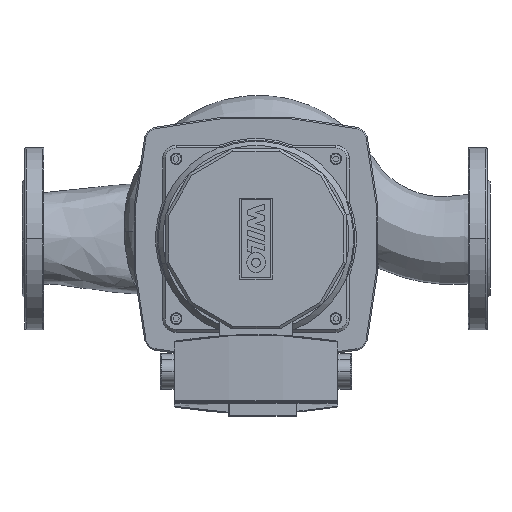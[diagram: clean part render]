
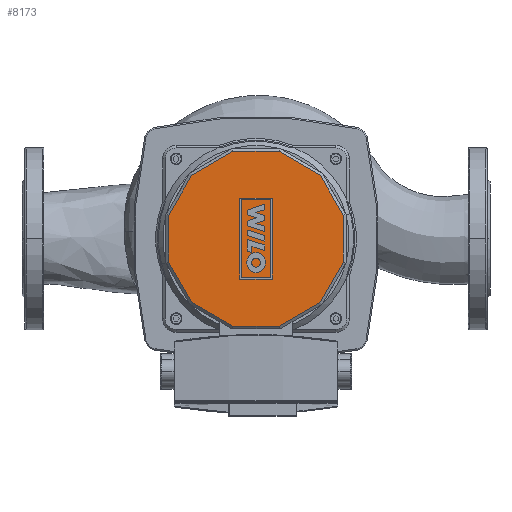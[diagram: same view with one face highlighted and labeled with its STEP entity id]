
A CAD part, front view. The second image highlights one B-rep face of the part: STEP entity #8173.
In plain terms, the highlighted planar face has unit normal (0, -1, 0).
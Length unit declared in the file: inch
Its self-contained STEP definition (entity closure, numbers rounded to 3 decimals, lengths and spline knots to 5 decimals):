
#7794=CARTESIAN_POINT('',(7.42515,-10.45325,2.51969));
#7795=VERTEX_POINT('',#7794);
#7796=CARTESIAN_POINT('',(8.59454,-10.45325,1.84454));
#7797=VERTEX_POINT('',#7796);
#7798=CARTESIAN_POINT('',(7.42515,-10.45325,2.51969));
#7799=DIRECTION('',(0.866,0.0,-0.5));
#7800=VECTOR('',#7799,1.3503);
#7801=LINE('',#7798,#7800);
#7802=EDGE_CURVE('',#7795,#7797,#7801,.T.);
#7834=CARTESIAN_POINT('',(9.26969,-10.45325,0.67515));
#7835=VERTEX_POINT('',#7834);
#7836=CARTESIAN_POINT('',(8.59454,-10.45325,1.84454));
#7837=DIRECTION('',(0.5,0.0,-0.866));
#7838=VECTOR('',#7837,1.3503);
#7839=LINE('',#7836,#7838);
#7840=EDGE_CURVE('',#7797,#7835,#7839,.T.);
#7865=CARTESIAN_POINT('',(9.26969,-10.45325,-0.67515));
#7866=VERTEX_POINT('',#7865);
#7867=CARTESIAN_POINT('',(9.26969,-10.45325,0.67515));
#7868=DIRECTION('',(0.0,0.0,-1.0));
#7869=VECTOR('',#7868,1.3503);
#7870=LINE('',#7867,#7869);
#7871=EDGE_CURVE('',#7835,#7866,#7870,.T.);
#7896=CARTESIAN_POINT('',(8.59454,-10.45325,-1.84454));
#7897=VERTEX_POINT('',#7896);
#7898=CARTESIAN_POINT('',(9.26969,-10.45325,-0.67515));
#7899=DIRECTION('',(-0.5,0.0,-0.866));
#7900=VECTOR('',#7899,1.3503);
#7901=LINE('',#7898,#7900);
#7902=EDGE_CURVE('',#7866,#7897,#7901,.T.);
#7927=CARTESIAN_POINT('',(7.42515,-10.45325,-2.51969));
#7928=VERTEX_POINT('',#7927);
#7929=CARTESIAN_POINT('',(8.59454,-10.45325,-1.84454));
#7930=DIRECTION('',(-0.866,0.0,-0.5));
#7931=VECTOR('',#7930,1.3503);
#7932=LINE('',#7929,#7931);
#7933=EDGE_CURVE('',#7897,#7928,#7932,.T.);
#7957=CARTESIAN_POINT('',(6.07485,-10.45325,-2.51969));
#7958=VERTEX_POINT('',#7957);
#7959=CARTESIAN_POINT('',(7.42515,-10.45325,-2.51969));
#7960=DIRECTION('',(-1.0,0.0,0.0));
#7961=VECTOR('',#7960,1.3503);
#7962=LINE('',#7959,#7961);
#7963=EDGE_CURVE('',#7928,#7958,#7962,.T.);
#7981=CARTESIAN_POINT('',(4.90546,-10.45325,-1.84454));
#7982=VERTEX_POINT('',#7981);
#7983=CARTESIAN_POINT('',(6.07485,-10.45325,-2.51969));
#7984=DIRECTION('',(-0.866,0.0,0.5));
#7985=VECTOR('',#7984,1.3503);
#7986=LINE('',#7983,#7985);
#7987=EDGE_CURVE('',#7958,#7982,#7986,.T.);
#8013=CARTESIAN_POINT('',(4.23031,-10.45325,-0.67515));
#8014=VERTEX_POINT('',#8013);
#8015=CARTESIAN_POINT('',(4.90546,-10.45325,-1.84454));
#8016=DIRECTION('',(-0.5,0.0,0.866));
#8017=VECTOR('',#8016,1.3503);
#8018=LINE('',#8015,#8017);
#8019=EDGE_CURVE('',#7982,#8014,#8018,.T.);
#8044=CARTESIAN_POINT('',(4.23031,-10.45325,0.67515));
#8045=VERTEX_POINT('',#8044);
#8046=CARTESIAN_POINT('',(4.23031,-10.45325,-0.67515));
#8047=DIRECTION('',(0.0,0.0,1.0));
#8048=VECTOR('',#8047,1.3503);
#8049=LINE('',#8046,#8048);
#8050=EDGE_CURVE('',#8014,#8045,#8049,.T.);
#8075=CARTESIAN_POINT('',(4.90546,-10.45325,1.84454));
#8076=VERTEX_POINT('',#8075);
#8077=CARTESIAN_POINT('',(4.23031,-10.45325,0.67515));
#8078=DIRECTION('',(0.5,0.0,0.866));
#8079=VECTOR('',#8078,1.3503);
#8080=LINE('',#8077,#8079);
#8081=EDGE_CURVE('',#8045,#8076,#8080,.T.);
#8106=CARTESIAN_POINT('',(6.07485,-10.45325,2.51969));
#8107=VERTEX_POINT('',#8106);
#8108=CARTESIAN_POINT('',(4.90546,-10.45325,1.84454));
#8109=DIRECTION('',(0.866,0.0,0.5));
#8110=VECTOR('',#8109,1.3503);
#8111=LINE('',#8108,#8110);
#8112=EDGE_CURVE('',#8076,#8107,#8111,.T.);
#8137=CARTESIAN_POINT('',(6.07485,-10.45325,2.51969));
#8138=DIRECTION('',(1.0,0.0,0.0));
#8139=VECTOR('',#8138,1.3503);
#8140=LINE('',#8137,#8139);
#8141=EDGE_CURVE('',#8107,#7795,#8140,.T.);
#8154=CARTESIAN_POINT('',(6.75,-10.45325,0.));
#8155=DIRECTION('',(0.0,-1.0,0.0));
#8156=DIRECTION('',(-1.0,0.0,0.0));
#8157=AXIS2_PLACEMENT_3D('',#8154,#8155,#8156);
#8158=PLANE('',#8157);
#8159=ORIENTED_EDGE('',*,*,#7802,.F.);
#8160=ORIENTED_EDGE('',*,*,#8141,.F.);
#8161=ORIENTED_EDGE('',*,*,#8112,.F.);
#8162=ORIENTED_EDGE('',*,*,#8081,.F.);
#8163=ORIENTED_EDGE('',*,*,#8050,.F.);
#8164=ORIENTED_EDGE('',*,*,#8019,.F.);
#8165=ORIENTED_EDGE('',*,*,#7987,.F.);
#8166=ORIENTED_EDGE('',*,*,#7963,.F.);
#8167=ORIENTED_EDGE('',*,*,#7933,.F.);
#8168=ORIENTED_EDGE('',*,*,#7902,.F.);
#8169=ORIENTED_EDGE('',*,*,#7871,.F.);
#8170=ORIENTED_EDGE('',*,*,#7840,.F.);
#8171=EDGE_LOOP('',(#8159,#8160,#8161,#8162,#8163,#8164,#8165,#8166,#8167,#8168,#8169,#8170));
#8172=FACE_OUTER_BOUND('',#8171,.T.);
#8173=ADVANCED_FACE('',(#8172),#8158,.T.);
